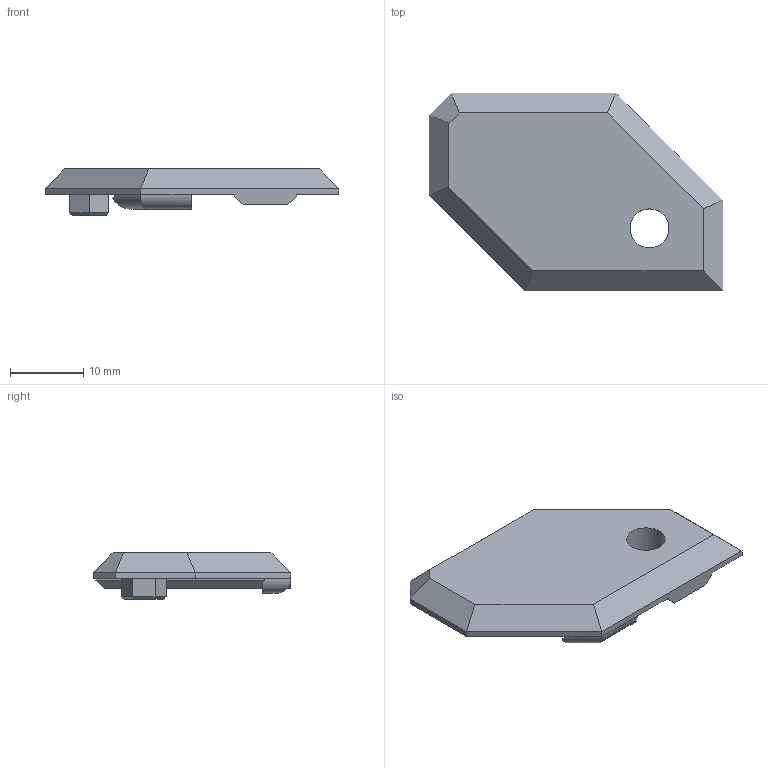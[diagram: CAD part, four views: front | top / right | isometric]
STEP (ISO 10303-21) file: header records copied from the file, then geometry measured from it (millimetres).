
FILE_DESCRIPTION(/* description */ (''),/* implementation_level */ '2;1');
FILE_NAME(/* name */ 'rambo_base_lower_mount.step',/* time_stamp */ '2018-01-15T12:41:22+01:00',/* author */ ('gregsaun'),/* organization */ (''),/* preprocessor_version */ 'ST-DEVELOPER v16.13',/* originating_system */ 'Autodesk Translation Framework v6.5.0.72',/* authorisation */ '');
FILE_SCHEMA (('AUTOMOTIVE_DESIGN { 1 0 10303 214 3 1 1 }'));
Length unit declared in the file: millimetre
Products named in the file (1): rambo_base_lower_mount
Bounding box: 40 x 26.9 x 6.3 mm (x, y, z)
Volume: 2899.4 mm3; surface area: 2239.9 mm2
Topology: 1 solids, 5 shells, 73 faces, 161 edges, 102 vertices
Faces by surface type: plane 66, cylinder 7
Full cylindrical faces by diameter (mm): 1.5 x2, 2.7 x1, 5.3 x1
Entity records: 1998 total; most frequent: CARTESIAN_POINT 337, DIRECTION 324, ORIENTED_EDGE 322, EDGE_CURVE 161, LINE 146, VECTOR 146, VERTEX_POINT 102, AXIS2_PLACEMENT_3D 89
